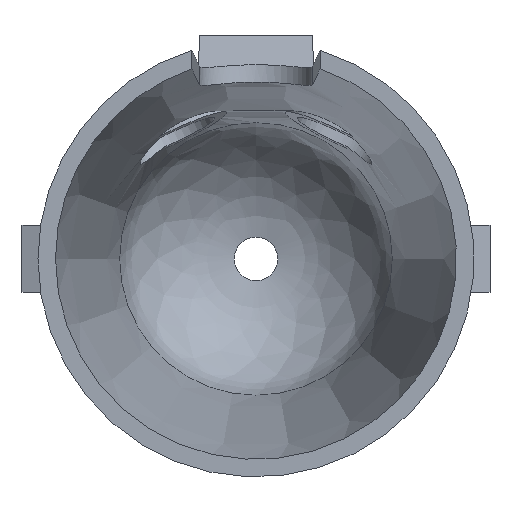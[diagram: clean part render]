
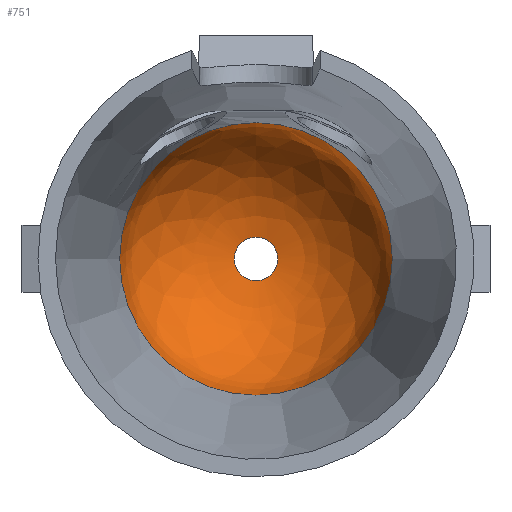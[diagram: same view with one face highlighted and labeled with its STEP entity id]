
A CAD part, front view. The second image highlights one B-rep face of the part: STEP entity #751.
In plain terms, the highlighted free-form (B-spline) face has degree [2, 2] with [3, 9] control points.
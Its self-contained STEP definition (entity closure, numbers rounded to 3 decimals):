
#94=(
BOUNDED_SURFACE()
B_SPLINE_SURFACE(2,2,((#1096,#1097,#1098,#1099,#1100,#1101,#1102,#1103,
#1104),(#1105,#1106,#1107,#1108,#1109,#1110,#1111,#1112,#1113),(#1114,#1115,
#1116,#1117,#1118,#1119,#1120,#1121,#1122)),.UNSPECIFIED.,.F.,.T.,.F.)
B_SPLINE_SURFACE_WITH_KNOTS((3,3),(3,2,2,2,3),(-1.454,-0.122),
(-3.142,-1.571,0.,1.571,3.142),
 .UNSPECIFIED.)
GEOMETRIC_REPRESENTATION_ITEM()
RATIONAL_B_SPLINE_SURFACE(((1.,0.707,1.,0.707,1.,
0.707,1.,0.707,1.),(0.786,0.556,
0.786,0.556,0.786,0.556,
0.786,0.556,0.786),(1.,0.707,
1.,0.707,1.,0.707,1.,0.707,1.)))
REPRESENTATION_ITEM('')
SURFACE()
);
#98=FACE_OUTER_BOUND('',#141,.T.);
#141=EDGE_LOOP('',(#517,#518,#519,#520,#521,#522));
#299=CIRCLE('',#809,2.5);
#300=CIRCLE('',#810,2.5);
#301=CIRCLE('',#811,15.639);
#302=CIRCLE('',#812,15.);
#303=CIRCLE('',#813,15.639);
#323=VERTEX_POINT('',#1091);
#324=VERTEX_POINT('',#1093);
#325=VERTEX_POINT('',#1123);
#326=VERTEX_POINT('',#1124);
#399=EDGE_CURVE('',#324,#323,#299,.T.);
#400=EDGE_CURVE('',#323,#324,#300,.T.);
#401=EDGE_CURVE('',#325,#326,#301,.T.);
#402=EDGE_CURVE('',#326,#324,#302,.T.);
#403=EDGE_CURVE('',#326,#325,#303,.T.);
#517=ORIENTED_EDGE('',*,*,#401,.T.);
#518=ORIENTED_EDGE('',*,*,#402,.T.);
#519=ORIENTED_EDGE('',*,*,#399,.T.);
#520=ORIENTED_EDGE('',*,*,#400,.T.);
#521=ORIENTED_EDGE('',*,*,#402,.F.);
#522=ORIENTED_EDGE('',*,*,#403,.T.);
#751=ADVANCED_FACE('',(#98),#94,.T.);
#809=AXIS2_PLACEMENT_3D('',#1094,#889,#890);
#810=AXIS2_PLACEMENT_3D('',#1095,#891,#892);
#811=AXIS2_PLACEMENT_3D('',#1125,#893,#894);
#812=AXIS2_PLACEMENT_3D('',#1126,#895,#896);
#813=AXIS2_PLACEMENT_3D('',#1127,#897,#898);
#889=DIRECTION('center_axis',(0.,1.,0.));
#890=DIRECTION('ref_axis',(-1.,0.,0.));
#891=DIRECTION('center_axis',(0.,1.,0.));
#892=DIRECTION('ref_axis',(-1.,0.,0.));
#893=DIRECTION('center_axis',(0.,-1.,0.));
#894=DIRECTION('ref_axis',(1.,0.,0.));
#895=DIRECTION('center_axis',(-1.,0.,0.));
#896=DIRECTION('ref_axis',(0.,0.,1.));
#897=DIRECTION('center_axis',(0.,-1.,0.));
#898=DIRECTION('ref_axis',(1.,0.,0.));
#1091=CARTESIAN_POINT('',(2.5,72.898,0.));
#1093=CARTESIAN_POINT('',(0.,72.898,2.5));
#1094=CARTESIAN_POINT('Origin',(0.,72.898,0.));
#1095=CARTESIAN_POINT('Origin',(0.,72.898,0.));
#1096=CARTESIAN_POINT('Ctrl Pts',(0.,72.898,2.5));
#1097=CARTESIAN_POINT('Ctrl Pts',(-2.5,72.898,2.5));
#1098=CARTESIAN_POINT('Ctrl Pts',(-2.5,72.898,0.));
#1099=CARTESIAN_POINT('Ctrl Pts',(-2.5,72.898,-2.5));
#1100=CARTESIAN_POINT('Ctrl Pts',(0.,72.898,-2.5));
#1101=CARTESIAN_POINT('Ctrl Pts',(2.5,72.898,-2.5));
#1102=CARTESIAN_POINT('Ctrl Pts',(2.5,72.898,0.));
#1103=CARTESIAN_POINT('Ctrl Pts',(2.5,72.898,2.5));
#1104=CARTESIAN_POINT('Ctrl Pts',(0.,72.898,2.5));
#1105=CARTESIAN_POINT('Ctrl Pts',(0.,71.524,14.203));
#1106=CARTESIAN_POINT('Ctrl Pts',(-14.203,71.524,14.203));
#1107=CARTESIAN_POINT('Ctrl Pts',(-14.203,71.524,0.));
#1108=CARTESIAN_POINT('Ctrl Pts',(-14.203,71.524,-14.203));
#1109=CARTESIAN_POINT('Ctrl Pts',(0.,71.524,-14.203));
#1110=CARTESIAN_POINT('Ctrl Pts',(14.203,71.524,-14.203));
#1111=CARTESIAN_POINT('Ctrl Pts',(14.203,71.524,0.));
#1112=CARTESIAN_POINT('Ctrl Pts',(14.203,71.524,14.203));
#1113=CARTESIAN_POINT('Ctrl Pts',(0.,71.524,14.203));
#1114=CARTESIAN_POINT('Ctrl Pts',(0.,59.828,15.639));
#1115=CARTESIAN_POINT('Ctrl Pts',(-15.639,59.828,15.639));
#1116=CARTESIAN_POINT('Ctrl Pts',(-15.639,59.828,0.));
#1117=CARTESIAN_POINT('Ctrl Pts',(-15.639,59.828,-15.639));
#1118=CARTESIAN_POINT('Ctrl Pts',(0.,59.828,-15.639));
#1119=CARTESIAN_POINT('Ctrl Pts',(15.639,59.828,-15.639));
#1120=CARTESIAN_POINT('Ctrl Pts',(15.639,59.828,0.));
#1121=CARTESIAN_POINT('Ctrl Pts',(15.639,59.828,15.639));
#1122=CARTESIAN_POINT('Ctrl Pts',(0.,59.828,15.639));
#1123=CARTESIAN_POINT('',(-15.639,59.828,0.));
#1124=CARTESIAN_POINT('',(0.,59.828,15.639));
#1125=CARTESIAN_POINT('Origin',(0.,59.828,0.));
#1126=CARTESIAN_POINT('Origin',(0.,58.,0.751));
#1127=CARTESIAN_POINT('Origin',(0.,59.828,0.));
